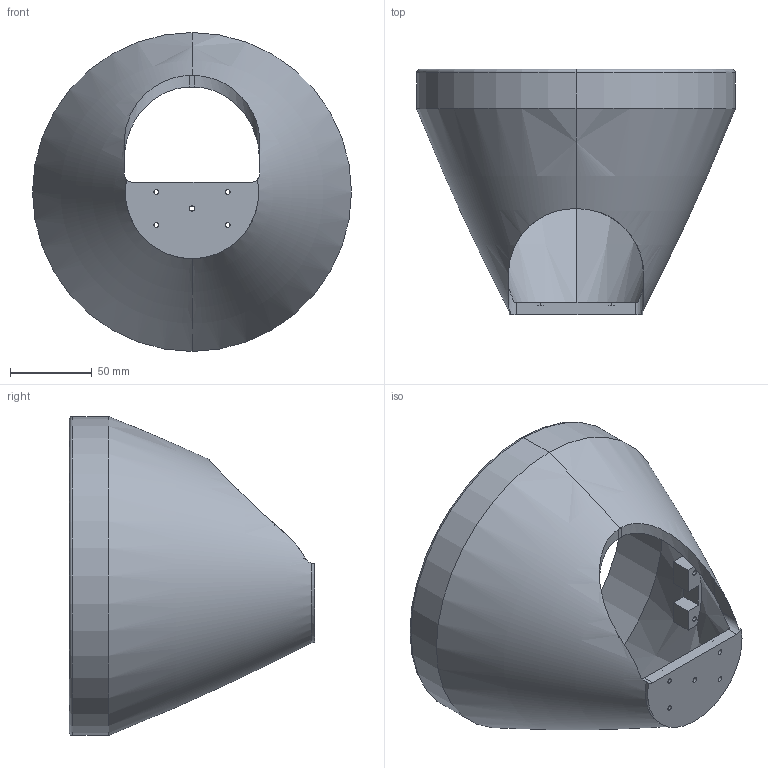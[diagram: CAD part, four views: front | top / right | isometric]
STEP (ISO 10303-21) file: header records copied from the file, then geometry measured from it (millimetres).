
FILE_DESCRIPTION (( 'STEP AP214' ), '1' );
FILE_NAME ('LEDͷ2.STEP', '2025-04-01T01:50:23', ( '' ), ( '' ), 'SwSTEP 2.0', 'SolidWorks 2020', '' );
FILE_SCHEMA (( 'AUTOMOTIVE_DESIGN' ));
Length unit declared in the file: millimetre
Products named in the file (1): LEDͷ2
Bounding box: 195.02 x 150.01 x 195.02 mm (x, y, z)
Volume: 497336.1 mm3; surface area: 146933.6 mm2
Topology: 1 solids, 1 shells, 73 faces, 189 edges, 124 vertices
Faces by surface type: cylinder 37, plane 30, torus 4, cone 2
Entity records: 2548 total; most frequent: CARTESIAN_POINT 631, DIRECTION 408, ORIENTED_EDGE 378, EDGE_CURVE 189, AXIS2_PLACEMENT_3D 161, VERTEX_POINT 124, EDGE_LOOP 99, CIRCLE 87
